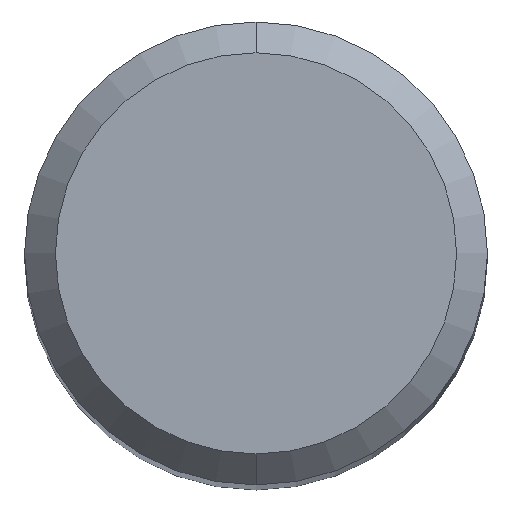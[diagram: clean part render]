
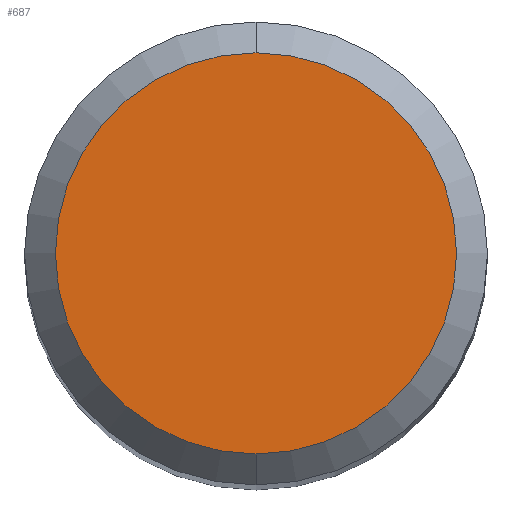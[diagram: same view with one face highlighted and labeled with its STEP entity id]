
A CAD part, top view. The second image highlights one B-rep face of the part: STEP entity #687.
In plain terms, the highlighted planar face has unit normal (0, 0, 1).
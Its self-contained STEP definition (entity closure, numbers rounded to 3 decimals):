
#457=EDGE_CURVE('',#723,#643,#1167,.T.);
#631=EDGE_CURVE('',#643,#723,#1353,.T.);
#643=VERTEX_POINT('',#1367);
#687=ADVANCED_FACE('',(#1418),#1419,.T.);
#723=VERTEX_POINT('',#1461);
#1167=CIRCLE('',#2438,2.6);
#1353=CIRCLE('',#2915,2.6);
#1367=CARTESIAN_POINT('',(0.0,2.6,0.0));
#1418=FACE_OUTER_BOUND('',#3201,.T.);
#1419=PLANE('',#3202);
#1461=CARTESIAN_POINT('',(0.,-2.6,0.0));
#2438=AXIS2_PLACEMENT_3D('',#5056,#5057,#5058);
#2915=AXIS2_PLACEMENT_3D('',#5284,#5285,#5286);
#3201=EDGE_LOOP('',(#5366,#5367));
#3202=AXIS2_PLACEMENT_3D('',#5368,#5369,#5370);
#5056=CARTESIAN_POINT('',(0.0,0.0,0.0));
#5057=DIRECTION('',(0.0,0.0,-1.0));
#5058=DIRECTION('',(0.0,1.0,0.0));
#5284=CARTESIAN_POINT('',(0.0,0.0,0.0));
#5285=DIRECTION('',(0.0,0.0,-1.0));
#5286=DIRECTION('',(0.0,1.0,0.0));
#5366=ORIENTED_EDGE('',*,*,#631,.F.);
#5367=ORIENTED_EDGE('',*,*,#457,.F.);
#5368=CARTESIAN_POINT('',(0.0,1.3,0.0));
#5369=DIRECTION('',(-0.0,0.0,1.0));
#5370=DIRECTION('',(0.0,-1.0,0.0));
